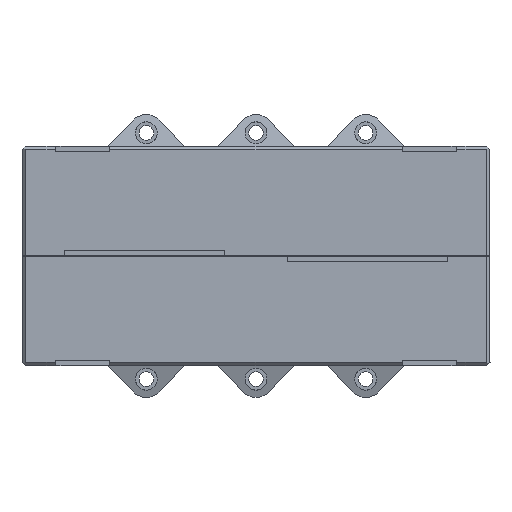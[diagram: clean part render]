
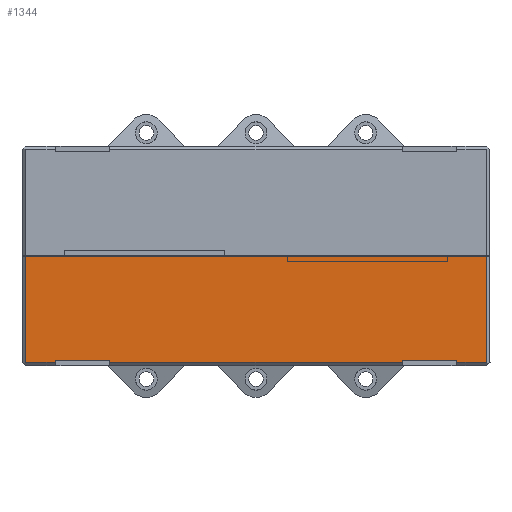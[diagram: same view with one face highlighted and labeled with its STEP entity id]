
A CAD part, front view. The second image highlights one B-rep face of the part: STEP entity #1344.
In plain terms, the highlighted planar face has unit normal (0, -1, 0).
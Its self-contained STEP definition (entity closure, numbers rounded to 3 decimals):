
#1344=ADVANCED_FACE('',(#4167),#2843,.T.);
#2843=PLANE('',#30198);
#4167=FACE_OUTER_BOUND('',#5671,.T.);
#5671=EDGE_LOOP('',(#8529,#8530,#8531,#8532,#8533,#8534,#8535,#8536,#8537,
#8538,#8539,#8540));
#8529=ORIENTED_EDGE('',*,*,#19036,.F.);
#8530=ORIENTED_EDGE('',*,*,#19285,.T.);
#8531=ORIENTED_EDGE('',*,*,#18571,.F.);
#8532=ORIENTED_EDGE('',*,*,#19117,.T.);
#8533=ORIENTED_EDGE('',*,*,#19070,.F.);
#8534=ORIENTED_EDGE('',*,*,#19068,.T.);
#8535=ORIENTED_EDGE('',*,*,#19286,.F.);
#8536=ORIENTED_EDGE('',*,*,#19055,.F.);
#8537=ORIENTED_EDGE('',*,*,#19053,.F.);
#8538=ORIENTED_EDGE('',*,*,#19051,.T.);
#8539=ORIENTED_EDGE('',*,*,#19287,.F.);
#8540=ORIENTED_EDGE('',*,*,#19038,.F.);
#15713=VERTEX_POINT('',#40159);
#15714=VERTEX_POINT('',#40161);
#16093=VERTEX_POINT('',#41104);
#16094=VERTEX_POINT('',#41106);
#16095=VERTEX_POINT('',#41110);
#16102=VERTEX_POINT('',#41133);
#16103=VERTEX_POINT('',#41135);
#16104=VERTEX_POINT('',#41139);
#16105=VERTEX_POINT('',#41143);
#16112=VERTEX_POINT('',#41166);
#16113=VERTEX_POINT('',#41168);
#16114=VERTEX_POINT('',#41172);
#18571=EDGE_CURVE('',#15713,#15714,#22770,.T.);
#19036=EDGE_CURVE('',#16093,#16094,#23145,.T.);
#19038=EDGE_CURVE('',#16094,#16095,#23147,.T.);
#19051=EDGE_CURVE('',#16103,#16102,#23160,.T.);
#19053=EDGE_CURVE('',#16103,#16104,#23162,.T.);
#19055=EDGE_CURVE('',#16104,#16105,#23164,.T.);
#19068=EDGE_CURVE('',#16113,#16112,#23177,.T.);
#19070=EDGE_CURVE('',#16113,#16114,#23179,.T.);
#19117=EDGE_CURVE('',#15713,#16114,#23222,.T.);
#19285=EDGE_CURVE('',#16093,#15714,#23386,.T.);
#19286=EDGE_CURVE('',#16105,#16112,#23387,.T.);
#19287=EDGE_CURVE('',#16095,#16102,#23388,.T.);
#22770=LINE('',#40160,#26440);
#23145=LINE('',#41105,#26815);
#23147=LINE('',#41109,#26817);
#23160=LINE('',#41134,#26830);
#23162=LINE('',#41138,#26832);
#23164=LINE('',#41142,#26834);
#23177=LINE('',#41167,#26847);
#23179=LINE('',#41171,#26849);
#23222=LINE('',#41264,#26892);
#23386=LINE('',#41667,#27056);
#23387=LINE('',#41668,#27057);
#23388=LINE('',#41669,#27058);
#26440=VECTOR('',#32363,1.);
#26815=VECTOR('',#33058,1.);
#26817=VECTOR('',#33062,1.);
#26830=VECTOR('',#33083,1.);
#26832=VECTOR('',#33087,1.);
#26834=VECTOR('',#33091,1.);
#26847=VECTOR('',#33112,1.);
#26849=VECTOR('',#33116,1.);
#26892=VECTOR('',#33205,1.);
#27056=VECTOR('',#33397,1.);
#27057=VECTOR('',#33398,1.);
#27058=VECTOR('',#33399,1.);
#30198=AXIS2_PLACEMENT_3D('',#41670,#33400,#33401);
#32363=DIRECTION('',(1.,0.,0.));
#33058=DIRECTION('',(-1.,0.,0.));
#33062=DIRECTION('',(0.,0.,1.));
#33083=DIRECTION('',(0.,0.,1.));
#33087=DIRECTION('',(-1.,0.,0.));
#33091=DIRECTION('',(0.,0.,1.));
#33112=DIRECTION('',(0.,0.,1.));
#33116=DIRECTION('',(-1.,0.,0.));
#33205=DIRECTION('',(0.,0.,-1.));
#33397=DIRECTION('',(0.,0.,1.));
#33398=DIRECTION('',(-1.,0.,0.));
#33399=DIRECTION('',(-1.,0.,0.));
#33400=DIRECTION('',(0.,-1.,0.));
#33401=DIRECTION('',(-1.,0.,0.));
#40159=CARTESIAN_POINT('',(-537.391,-168.415,-3.));
#40160=CARTESIAN_POINT('',(-537.391,-168.415,-3.));
#40161=CARTESIAN_POINT('',(-411.391,-168.415,-3.));
#41104=CARTESIAN_POINT('',(-411.391,-168.415,-32.));
#41105=CARTESIAN_POINT('',(-410.391,-168.415,-32.));
#41106=CARTESIAN_POINT('',(-419.456,-168.415,-32.));
#41109=CARTESIAN_POINT('',(-419.456,-168.415,-32.));
#41110=CARTESIAN_POINT('',(-419.456,-168.415,-31.5));
#41133=CARTESIAN_POINT('',(-434.391,-168.415,-31.5));
#41134=CARTESIAN_POINT('',(-434.391,-168.415,-32.));
#41135=CARTESIAN_POINT('',(-434.391,-168.415,-32.));
#41138=CARTESIAN_POINT('',(-434.391,-168.415,-32.));
#41139=CARTESIAN_POINT('',(-514.391,-168.415,-32.));
#41142=CARTESIAN_POINT('',(-514.391,-168.415,-32.));
#41143=CARTESIAN_POINT('',(-514.391,-168.415,-31.5));
#41166=CARTESIAN_POINT('',(-529.325,-168.415,-31.5));
#41167=CARTESIAN_POINT('',(-529.325,-168.415,-32.));
#41168=CARTESIAN_POINT('',(-529.325,-168.415,-32.));
#41171=CARTESIAN_POINT('',(-529.325,-168.415,-32.));
#41172=CARTESIAN_POINT('',(-537.391,-168.415,-32.));
#41264=CARTESIAN_POINT('',(-537.391,-168.415,-3.));
#41667=CARTESIAN_POINT('',(-411.391,-168.415,-33.));
#41668=CARTESIAN_POINT('',(-514.391,-168.415,-31.5));
#41669=CARTESIAN_POINT('',(-419.456,-168.415,-31.5));
#41670=CARTESIAN_POINT('',(-538.391,-168.415,-33.));
